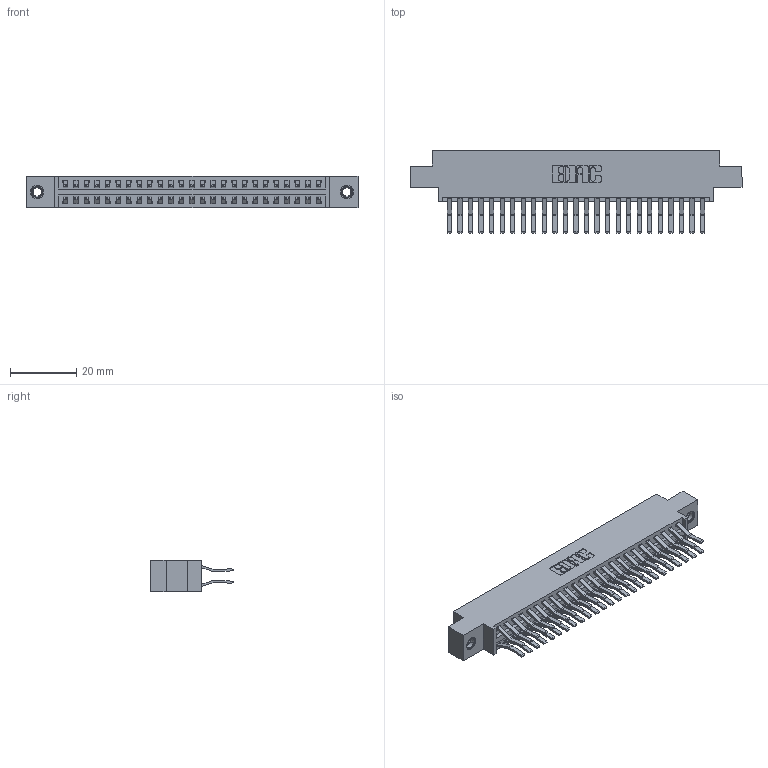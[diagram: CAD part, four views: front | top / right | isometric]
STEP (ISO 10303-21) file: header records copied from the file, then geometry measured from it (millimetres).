
FILE_DESCRIPTION (( 'STEP AP203' ), '1' );
FILE_NAME ('396-050-560-807.STEP', '2018-09-08T05:37:28', ( '' ), ( '' ), 'SwSTEP 2.0', 'SolidWorks 2016', '' );
FILE_SCHEMA (( 'CONFIG_CONTROL_DESIGN' ));
Length unit declared in the file: inch
Products named in the file (4): 346 Part_0.170 Offset - 0.156 Dia-TI; 345-292-001_560 Tail; 345-250-001_345-250-005-103; 396-050-560-807
Assembly tree (53 placements, depth 2):
  396-050-560-807
    346 Part_0.170 Offset - 0.156 Dia-TI
    345-292-001_560 Tail  x50
    345-250-001_345-250-005-103  x2
Bounding box: 99.95 x 24.78 x 9.4 mm (x, y, z)
Volume: 9773.8 mm3; surface area: 14255.3 mm2
Topology: 53 solids, 53 shells, 2886 faces, 8527 edges, 5610 vertices
Faces by surface type: plane 1862, cylinder 1008, cone 12, torus 4
Entity records: 20010 total; most frequent: CARTESIAN_POINT 3307, ORIENTED_EDGE 3234, DIRECTION 2995, EDGE_CURVE 1617, VECTOR 1361, LINE 1361, VERTEX_POINT 1072, AXIS2_PLACEMENT_3D 817
